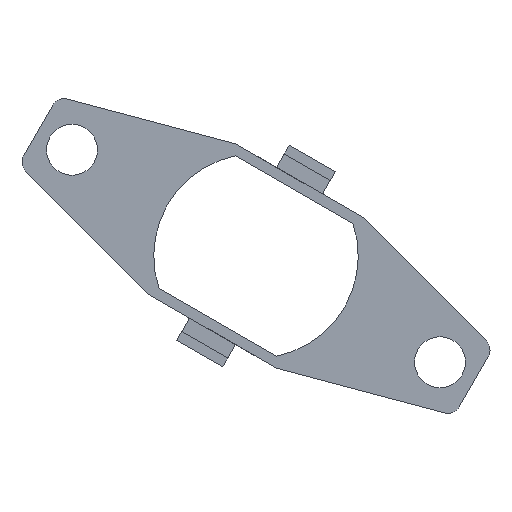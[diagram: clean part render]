
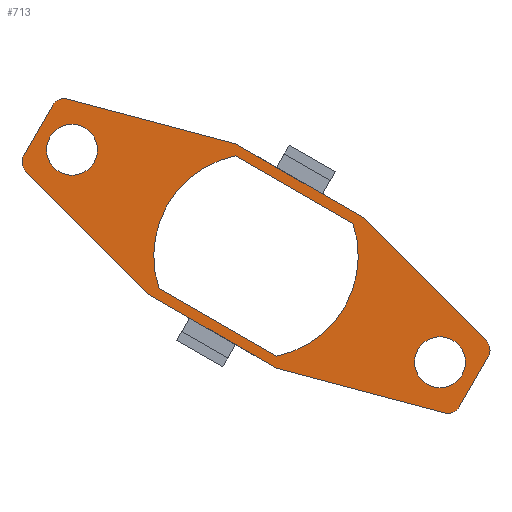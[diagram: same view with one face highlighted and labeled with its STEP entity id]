
A CAD part, left-side view. The second image highlights one B-rep face of the part: STEP entity #713.
In plain terms, the highlighted planar face has unit normal (-1, 0, 0).
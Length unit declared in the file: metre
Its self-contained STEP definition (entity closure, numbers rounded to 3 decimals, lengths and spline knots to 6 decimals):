
#51=PLANE('',#886);
#62=LINE('',#1118,#138);
#66=LINE('',#1130,#142);
#68=LINE('',#1133,#144);
#85=LINE('',#1172,#161);
#116=LINE('',#1240,#192);
#117=LINE('',#1244,#193);
#118=LINE('',#1248,#194);
#119=LINE('',#1249,#195);
#120=LINE('',#1253,#196);
#121=LINE('',#1257,#197);
#138=VECTOR('',#925,1.);
#142=VECTOR('',#937,1.);
#144=VECTOR('',#941,1.);
#161=VECTOR('',#966,1.);
#192=VECTOR('',#1035,1.);
#193=VECTOR('',#1038,1.);
#194=VECTOR('',#1041,1.);
#195=VECTOR('',#1042,1.);
#196=VECTOR('',#1045,1.);
#197=VECTOR('',#1048,1.);
#328=ORIENTED_EDGE('',*,*,#468,.F.);
#329=ORIENTED_EDGE('',*,*,#469,.T.);
#330=ORIENTED_EDGE('',*,*,#470,.F.);
#331=ORIENTED_EDGE('',*,*,#471,.T.);
#332=ORIENTED_EDGE('',*,*,#472,.F.);
#333=ORIENTED_EDGE('',*,*,#416,.T.);
#334=ORIENTED_EDGE('',*,*,#473,.F.);
#335=ORIENTED_EDGE('',*,*,#474,.T.);
#336=ORIENTED_EDGE('',*,*,#475,.F.);
#337=ORIENTED_EDGE('',*,*,#476,.T.);
#338=ORIENTED_EDGE('',*,*,#477,.F.);
#339=ORIENTED_EDGE('',*,*,#435,.F.);
#340=ORIENTED_EDGE('',*,*,#404,.T.);
#341=ORIENTED_EDGE('',*,*,#408,.T.);
#342=ORIENTED_EDGE('',*,*,#411,.T.);
#343=ORIENTED_EDGE('',*,*,#414,.T.);
#344=ORIENTED_EDGE('',*,*,#478,.F.);
#345=ORIENTED_EDGE('',*,*,#479,.F.);
#404=EDGE_CURVE('',#500,#501,#564,.F.);
#408=EDGE_CURVE('',#501,#504,#62,.T.);
#411=EDGE_CURVE('',#504,#506,#566,.F.);
#414=EDGE_CURVE('',#506,#500,#66,.T.);
#416=EDGE_CURVE('',#508,#509,#68,.T.);
#435=EDGE_CURVE('',#525,#526,#85,.T.);
#468=EDGE_CURVE('',#544,#525,#116,.T.);
#469=EDGE_CURVE('',#544,#545,#572,.T.);
#470=EDGE_CURVE('',#546,#545,#117,.T.);
#471=EDGE_CURVE('',#546,#547,#573,.T.);
#472=EDGE_CURVE('',#508,#547,#118,.T.);
#473=EDGE_CURVE('',#548,#509,#119,.T.);
#474=EDGE_CURVE('',#548,#549,#574,.T.);
#475=EDGE_CURVE('',#550,#549,#120,.T.);
#476=EDGE_CURVE('',#550,#551,#575,.T.);
#477=EDGE_CURVE('',#526,#551,#121,.T.);
#478=EDGE_CURVE('',#552,#552,#576,.T.);
#479=EDGE_CURVE('',#553,#553,#577,.T.);
#500=VERTEX_POINT('',#1110);
#501=VERTEX_POINT('',#1111);
#504=VERTEX_POINT('',#1119);
#506=VERTEX_POINT('',#1125);
#508=VERTEX_POINT('',#1134);
#509=VERTEX_POINT('',#1135);
#525=VERTEX_POINT('',#1171);
#526=VERTEX_POINT('',#1173);
#544=VERTEX_POINT('',#1241);
#545=VERTEX_POINT('',#1243);
#546=VERTEX_POINT('',#1245);
#547=VERTEX_POINT('',#1247);
#548=VERTEX_POINT('',#1250);
#549=VERTEX_POINT('',#1252);
#550=VERTEX_POINT('',#1254);
#551=VERTEX_POINT('',#1256);
#552=VERTEX_POINT('',#1259);
#553=VERTEX_POINT('',#1261);
#564=CIRCLE('',#856,0.01);
#566=CIRCLE('',#860,0.01);
#572=CIRCLE('',#887,0.00127);
#573=CIRCLE('',#888,0.00127);
#574=CIRCLE('',#889,0.00127);
#575=CIRCLE('',#890,0.00127);
#576=CIRCLE('',#891,0.002489);
#577=CIRCLE('',#892,0.002489);
#610=EDGE_LOOP('',(#328,#329,#330,#331,#332,#333,#334,#335,#336,#337,#338,
#339));
#611=EDGE_LOOP('',(#340,#341,#342,#343));
#612=EDGE_LOOP('',(#344));
#613=EDGE_LOOP('',(#345));
#658=FACE_BOUND('',#610,.T.);
#659=FACE_BOUND('',#611,.T.);
#660=FACE_BOUND('',#612,.T.);
#661=FACE_BOUND('',#613,.T.);
#713=ADVANCED_FACE('',(#658,#659,#660,#661),#51,.T.);
#856=AXIS2_PLACEMENT_3D('',#1109,#917,#918);
#860=AXIS2_PLACEMENT_3D('',#1124,#930,#931);
#886=AXIS2_PLACEMENT_3D('',#1239,#1033,#1034);
#887=AXIS2_PLACEMENT_3D('',#1242,#1036,#1037);
#888=AXIS2_PLACEMENT_3D('',#1246,#1039,#1040);
#889=AXIS2_PLACEMENT_3D('',#1251,#1043,#1044);
#890=AXIS2_PLACEMENT_3D('',#1255,#1046,#1047);
#891=AXIS2_PLACEMENT_3D('',#1258,#1049,#1050);
#892=AXIS2_PLACEMENT_3D('',#1260,#1051,#1052);
#917=DIRECTION('',(-1.,0.,0.));
#918=DIRECTION('',(0.,0.866,0.5));
#925=DIRECTION('',(0.,0.866,0.5));
#930=DIRECTION('',(-1.,0.,0.));
#931=DIRECTION('',(0.,0.866,0.5));
#937=DIRECTION('',(0.,-0.866,-0.5));
#941=DIRECTION('',(0.,0.866,0.5));
#966=DIRECTION('',(0.,0.866,0.5));
#1033=DIRECTION('',(-1.,0.,0.));
#1034=DIRECTION('',(0.,0.866,0.5));
#1035=DIRECTION('',(0.,0.966,0.257));
#1036=DIRECTION('',(-1.,0.,0.));
#1037=DIRECTION('',(0.,0.866,0.5));
#1038=DIRECTION('',(0.,0.5,-0.866));
#1039=DIRECTION('',(-1.,0.,0.));
#1040=DIRECTION('',(0.,0.866,0.5));
#1041=DIRECTION('',(0.,-0.706,-0.708));
#1042=DIRECTION('',(0.,-0.966,-0.257));
#1043=DIRECTION('',(-1.,0.,0.));
#1044=DIRECTION('',(0.,0.866,0.5));
#1045=DIRECTION('',(0.,-0.5,0.866));
#1046=DIRECTION('',(-1.,0.,0.));
#1047=DIRECTION('',(0.,0.866,0.5));
#1048=DIRECTION('',(0.,0.706,0.708));
#1049=DIRECTION('',(-1.,0.,0.));
#1050=DIRECTION('',(0.,0.866,0.5));
#1051=DIRECTION('',(-1.,0.,0.));
#1052=DIRECTION('',(0.,0.866,0.5));
#1109=CARTESIAN_POINT('',(0.05022,-0.025758,0.173102));
#1110=CARTESIAN_POINT('',(0.05022,-0.035237,0.17629));
#1111=CARTESIAN_POINT('',(0.05022,-0.027737,0.1633));
#1118=CARTESIAN_POINT('',(0.05022,-0.027737,0.1633));
#1119=CARTESIAN_POINT('',(0.05022,-0.01628,0.169914));
#1124=CARTESIAN_POINT('',(0.05022,-0.025758,0.173102));
#1125=CARTESIAN_POINT('',(0.05022,-0.02378,0.182904));
#1130=CARTESIAN_POINT('',(0.05022,-0.02378,0.182904));
#1133=CARTESIAN_POINT('',(0.05022,-0.030008,0.180463));
#1134=CARTESIAN_POINT('',(0.05022,-0.036258,0.176855));
#1135=CARTESIAN_POINT('',(0.05022,-0.023759,0.184071));
#1171=CARTESIAN_POINT('',(0.05022,-0.027758,0.162133));
#1172=CARTESIAN_POINT('',(0.05022,-0.021508,0.165741));
#1173=CARTESIAN_POINT('',(0.05022,-0.015259,0.169349));
#1239=CARTESIAN_POINT('',(0.05022,-0.006143,0.139128));
#1240=CARTESIAN_POINT('',(0.05022,-0.036452,0.159821));
#1241=CARTESIAN_POINT('',(0.05022,-0.044206,0.157759));
#1242=CARTESIAN_POINT('',(0.05022,-0.044532,0.158987));
#1243=CARTESIAN_POINT('',(0.05022,-0.045632,0.158352));
#1244=CARTESIAN_POINT('',(0.05022,-0.047051,0.160809));
#1245=CARTESIAN_POINT('',(0.05022,-0.04847,0.163266));
#1246=CARTESIAN_POINT('',(0.05022,-0.04737,0.163901));
#1247=CARTESIAN_POINT('',(0.05022,-0.048269,0.164797));
#1248=CARTESIAN_POINT('',(0.05022,-0.042607,0.170482));
#1249=CARTESIAN_POINT('',(0.05022,-0.015065,0.186383));
#1250=CARTESIAN_POINT('',(0.05022,-0.007311,0.188445));
#1251=CARTESIAN_POINT('',(0.05022,-0.006984,0.187218));
#1252=CARTESIAN_POINT('',(0.05022,-0.005884,0.187853));
#1253=CARTESIAN_POINT('',(0.05022,-0.004466,0.185395));
#1254=CARTESIAN_POINT('',(0.05022,-0.003047,0.182938));
#1255=CARTESIAN_POINT('',(0.05022,-0.004147,0.182303));
#1256=CARTESIAN_POINT('',(0.05022,-0.003247,0.181407));
#1257=CARTESIAN_POINT('',(0.05022,-0.00891,0.175722));
#1258=CARTESIAN_POINT('',(0.05022,-0.007765,0.18349));
#1259=CARTESIAN_POINT('',(0.05022,-0.00561,0.184735));
#1260=CARTESIAN_POINT('',(0.05022,-0.043751,0.162714));
#1261=CARTESIAN_POINT('',(0.05022,-0.041596,0.163958));
